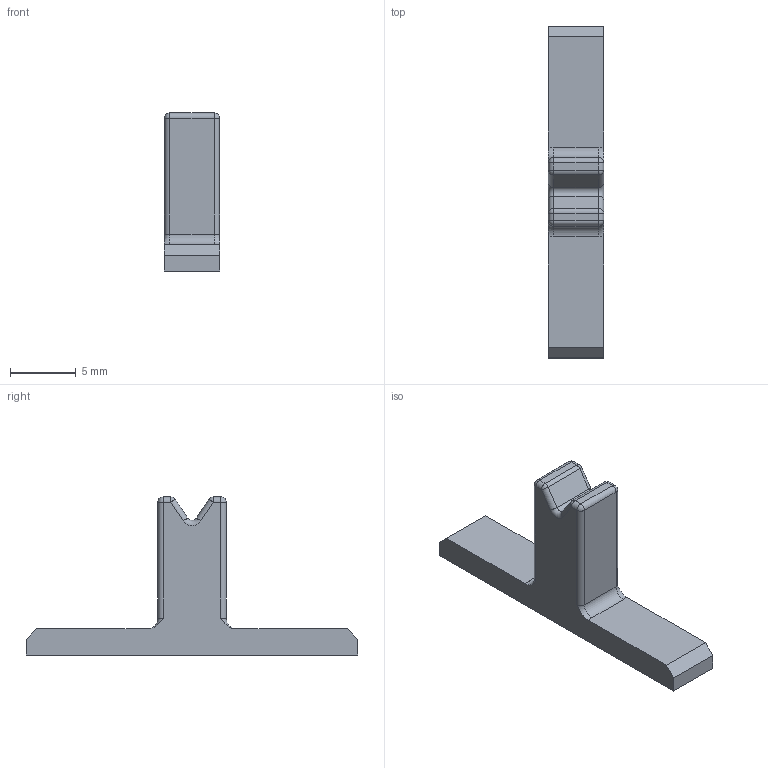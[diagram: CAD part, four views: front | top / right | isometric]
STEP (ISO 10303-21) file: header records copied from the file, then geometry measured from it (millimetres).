
FILE_DESCRIPTION(/* description */ (''),/* implementation_level */ '2;1');
FILE_NAME(/* name */ 'btn_slider.step',/* time_stamp */ '2024-11-19T14:15:00+01:00',/* author */ (''),/* organization */ (''),/* preprocessor_version */ 'ST-DEVELOPER v20',/* originating_system */ 'Autodesk Translation Framework v13.20.0.188',/* authorisation */ '');
FILE_SCHEMA (('AUTOMOTIVE_DESIGN { 1 0 10303 214 3 1 1 }'));
Length unit declared in the file: millimetre
Products named in the file (2): Newccitel; Buttons
Assembly tree (1 placements, depth 2):
  Newccitel
    Buttons
Bounding box: 4.2 x 25.2 x 12 mm (x, y, z)
Volume: 349.7 mm3; surface area: 592.5 mm2
Topology: 1 solids, 1 shells, 57 faces, 126 edges, 72 vertices
Faces by surface type: plane 24, cylinder 19, sphere 8, torus 6
Entity records: 1630 total; most frequent: DIRECTION 286, CARTESIAN_POINT 286, ORIENTED_EDGE 252, EDGE_CURVE 126, AXIS2_PLACEMENT_3D 104, LINE 78, VECTOR 78, VERTEX_POINT 72
